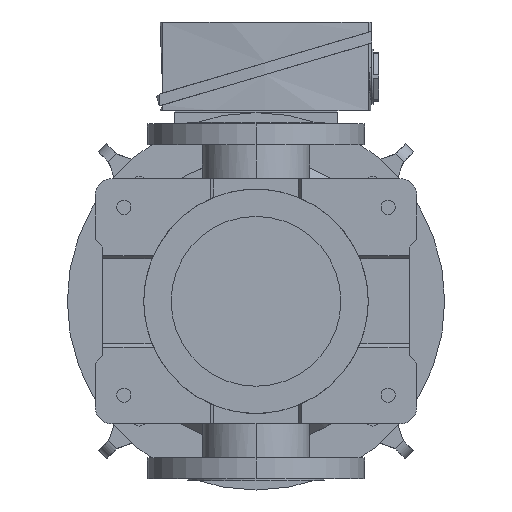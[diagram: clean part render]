
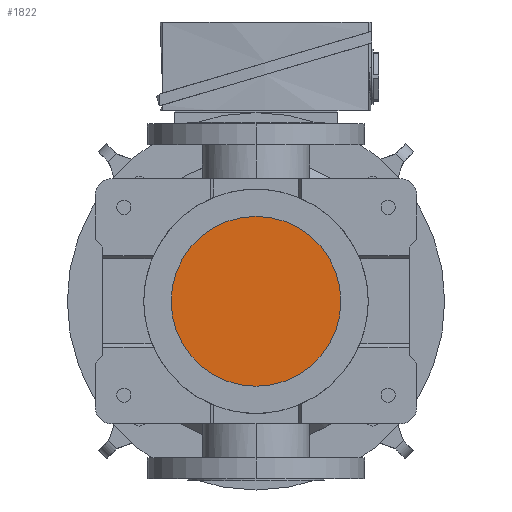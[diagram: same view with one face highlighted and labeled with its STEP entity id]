
A CAD part, front view. The second image highlights one B-rep face of the part: STEP entity #1822.
In plain terms, the highlighted face is planar.
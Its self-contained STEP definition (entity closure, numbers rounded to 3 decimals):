
#866 = CARTESIAN_POINT ( 'NONE',  ( 0., 0., 81. ) ) ;
#1822 = ADVANCED_FACE ( 'NONE', ( #42919 ), #3605, .F. ) ;
#3605 = PLANE ( 'NONE',  #21621 ) ;
#13249 = ORIENTED_EDGE ( 'NONE', *, *, #27063, .T. ) ;
#16347 = VERTEX_POINT ( 'NONE', #50176 ) ;
#17014 = DIRECTION ( 'NONE',  ( 1., 0., 0. ) ) ;
#17590 = DIRECTION ( 'NONE',  ( 0., 0., -1. ) ) ;
#20721 = VERTEX_POINT ( 'NONE', #27411 ) ;
#21621 = AXIS2_PLACEMENT_3D ( 'NONE', #38705, #48118, #17014 ) ;
#22066 = AXIS2_PLACEMENT_3D ( 'NONE', #47142, #17590, #28293 ) ;
#24168 = CIRCLE ( 'NONE', #22066, 120. ) ;
#27063 = EDGE_CURVE ( 'NONE', #16347, #20721, #24168, .T. ) ;
#27411 = CARTESIAN_POINT ( 'NONE',  ( -120., 0., 81. ) ) ;
#28293 = DIRECTION ( 'NONE',  ( 1., 0., 0. ) ) ;
#31103 = AXIS2_PLACEMENT_3D ( 'NONE', #866, #64199, #44723 ) ;
#38705 = CARTESIAN_POINT ( 'NONE',  ( 132., -132., 81. ) ) ;
#42919 = FACE_OUTER_BOUND ( 'NONE', #58954, .T. ) ;
#44723 = DIRECTION ( 'NONE',  ( 1., 0., 0. ) ) ;
#47142 = CARTESIAN_POINT ( 'NONE',  ( 0., 0., 81. ) ) ;
#48118 = DIRECTION ( 'NONE',  ( 0., 0., 1. ) ) ;
#50176 = CARTESIAN_POINT ( 'NONE',  ( 120., 0., 81. ) ) ;
#50549 = ORIENTED_EDGE ( 'NONE', *, *, #56037, .T. ) ;
#55969 = CIRCLE ( 'NONE', #31103, 120. ) ;
#56037 = EDGE_CURVE ( 'NONE', #20721, #16347, #55969, .T. ) ;
#58954 = EDGE_LOOP ( 'NONE', ( #13249, #50549 ) ) ;
#64199 = DIRECTION ( 'NONE',  ( 0., 0., -1. ) ) ;
